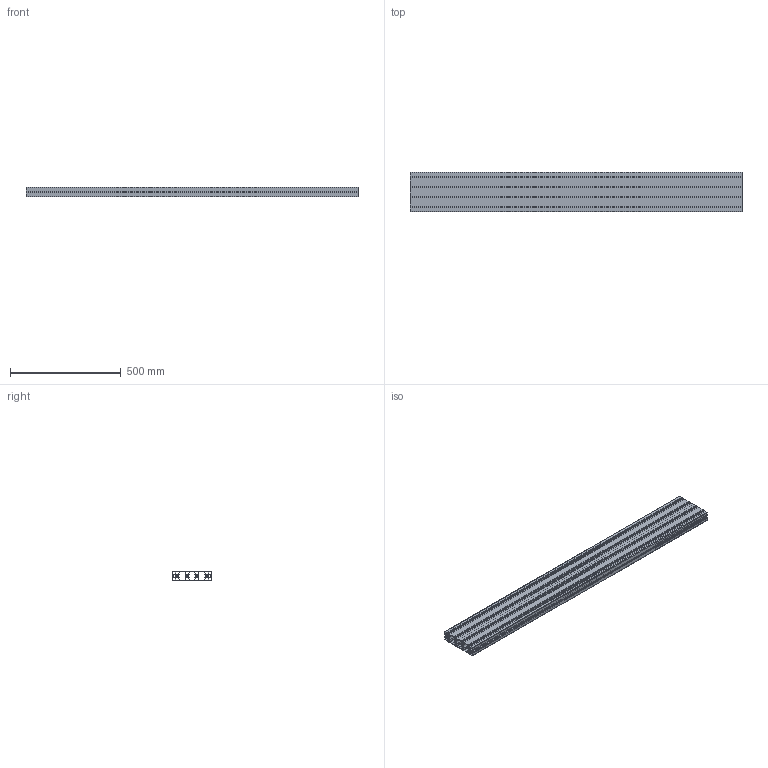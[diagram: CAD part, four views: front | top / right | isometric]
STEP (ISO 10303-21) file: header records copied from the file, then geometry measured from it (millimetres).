
FILE_DESCRIPTION(/* description */ (''),/* implementation_level */ '2;1');
FILE_NAME(/* name */ '10-45180-0-1500MM.stp',/* time_stamp */ '2024-11-12T10:29:20-05:00',/* author */ ('esanner'),/* organization */ (''),/* preprocessor_version */ 'ST-DEVELOPER v19',/* originating_system */ 'AutoCAD Mechanical',/* authorisation */ '');
FILE_SCHEMA (('AUTOMOTIVE_DESIGN { 1 0 10303 214 3 1 1 }'));
Length unit declared in the file: millimetre
Products named in the file (1): Product
Bounding box: 1500 x 180 x 45 mm (x, y, z)
Volume: 3096822.9 mm3; surface area: 2295158 mm2
Topology: 1 solids, 1 shells, 220 faces, 654 edges, 436 vertices
Faces by surface type: plane 150, cylinder 70
Full cylindrical faces by diameter (mm): 7.4 x4
Entity records: 7425 total; most frequent: CARTESIAN_POINT 1311, ORIENTED_EDGE 1308, DIRECTION 1236, EDGE_CURVE 654, LINE 514, VECTOR 514, VERTEX_POINT 436, AXIS2_PLACEMENT_3D 361
